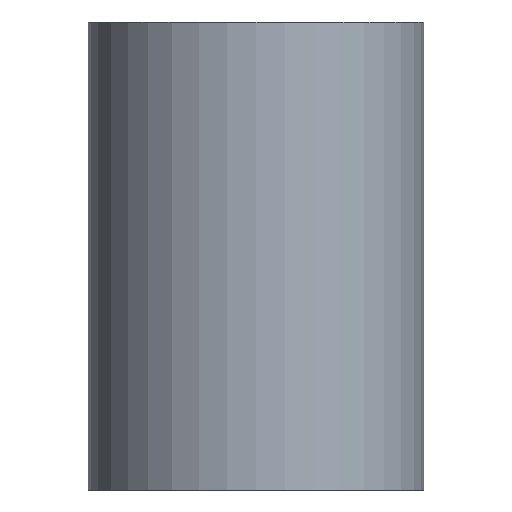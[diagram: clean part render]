
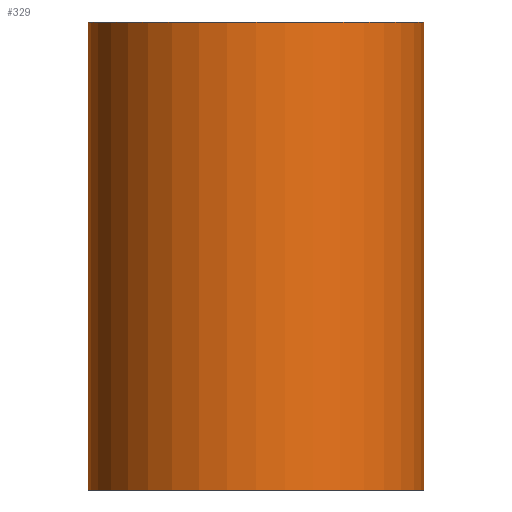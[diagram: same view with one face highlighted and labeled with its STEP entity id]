
A CAD part, front view. The second image highlights one B-rep face of the part: STEP entity #329.
In plain terms, the highlighted cylindrical face has radius 10 mm (diameter 20 mm), a partial arc.
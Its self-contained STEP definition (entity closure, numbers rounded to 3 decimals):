
#30 = DIRECTION ( 'NONE',  ( 0., 0., -1. ) ) ;
#31 = EDGE_CURVE ( 'NONE', #209, #147, #73, .T. ) ;
#40 = CARTESIAN_POINT ( 'NONE',  ( -10., 0., 13.95 ) ) ;
#45 = CARTESIAN_POINT ( 'NONE',  ( 0., 0., -13.95 ) ) ;
#49 = EDGE_CURVE ( 'NONE', #209, #137, #203, .T. ) ;
#63 = DIRECTION ( 'NONE',  ( -1., 0., 0. ) ) ;
#71 = DIRECTION ( 'NONE',  ( 0., 0., -1. ) ) ;
#73 = LINE ( 'NONE', #40, #79 ) ;
#75 = CARTESIAN_POINT ( 'NONE',  ( 10., 0., 13.95 ) ) ;
#79 = VECTOR ( 'NONE', #30, 1000. ) ;
#81 = ORIENTED_EDGE ( 'NONE', *, *, #49, .F. ) ;
#86 = FACE_OUTER_BOUND ( 'NONE', #361, .T. ) ;
#117 = VERTEX_POINT ( 'NONE', #371 ) ;
#136 = EDGE_CURVE ( 'NONE', #147, #117, #159, .T. ) ;
#137 = VERTEX_POINT ( 'NONE', #75 ) ;
#147 = VERTEX_POINT ( 'NONE', #328 ) ;
#149 = CARTESIAN_POINT ( 'NONE',  ( 0., 0., 13.95 ) ) ;
#159 = CIRCLE ( 'NONE', #302, 10. ) ;
#163 = AXIS2_PLACEMENT_3D ( 'NONE', #290, #223, #63 ) ;
#172 = VECTOR ( 'NONE', #71, 1000. ) ;
#182 = CARTESIAN_POINT ( 'NONE',  ( 10., 0., 13.95 ) ) ;
#203 = CIRCLE ( 'NONE', #235, 10. ) ;
#209 = VERTEX_POINT ( 'NONE', #412 ) ;
#223 = DIRECTION ( 'NONE',  ( 0., 0., -1. ) ) ;
#233 = DIRECTION ( 'NONE',  ( 1., 0., 0. ) ) ;
#235 = AXIS2_PLACEMENT_3D ( 'NONE', #149, #295, #262 ) ;
#244 = ORIENTED_EDGE ( 'NONE', *, *, #404, .F. ) ;
#262 = DIRECTION ( 'NONE',  ( 1., 0., 0. ) ) ;
#290 = CARTESIAN_POINT ( 'NONE',  ( 0., 0., 13.95 ) ) ;
#295 = DIRECTION ( 'NONE',  ( 0., 0., 1. ) ) ;
#297 = ORIENTED_EDGE ( 'NONE', *, *, #136, .T. ) ;
#302 = AXIS2_PLACEMENT_3D ( 'NONE', #45, #365, #233 ) ;
#328 = CARTESIAN_POINT ( 'NONE',  ( -10., 0., -13.95 ) ) ;
#329 = ADVANCED_FACE ( 'NONE', ( #86 ), #394, .T. ) ;
#360 = LINE ( 'NONE', #182, #172 ) ;
#361 = EDGE_LOOP ( 'NONE', ( #297, #244, #81, #397 ) ) ;
#365 = DIRECTION ( 'NONE',  ( 0., 0., 1. ) ) ;
#371 = CARTESIAN_POINT ( 'NONE',  ( 10., 0., -13.95 ) ) ;
#394 = CYLINDRICAL_SURFACE ( 'NONE', #163, 10. ) ;
#397 = ORIENTED_EDGE ( 'NONE', *, *, #31, .T. ) ;
#404 = EDGE_CURVE ( 'NONE', #137, #117, #360, .T. ) ;
#412 = CARTESIAN_POINT ( 'NONE',  ( -10., 0., 13.95 ) ) ;
